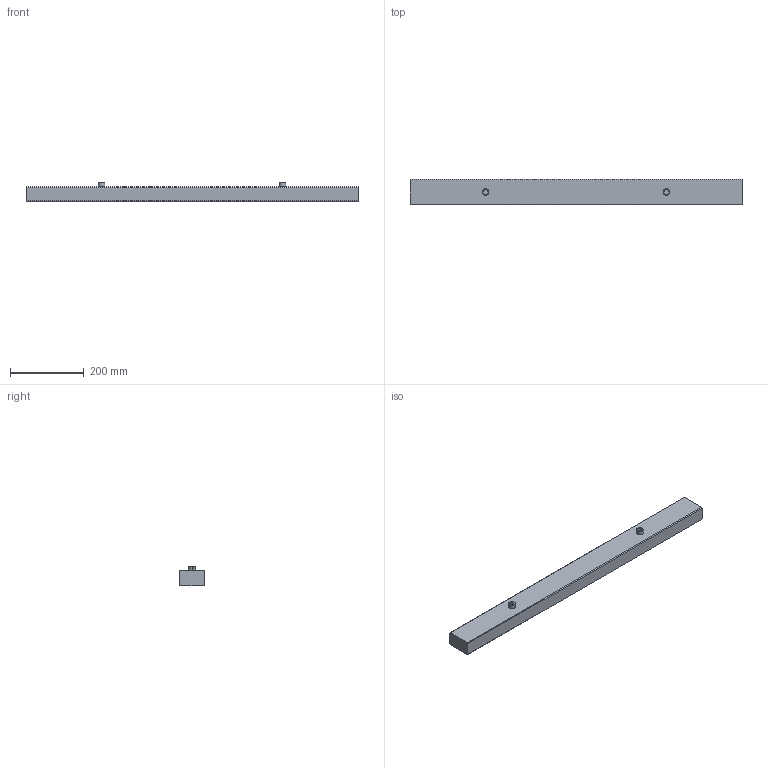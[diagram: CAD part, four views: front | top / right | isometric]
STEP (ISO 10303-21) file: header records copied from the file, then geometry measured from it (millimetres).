
FILE_DESCRIPTION (( 'STEP AP203' ), '1' );
FILE_NAME ('Y43G3901-下料棒.STEP', '2023-11-17T02:44:22', ( '' ), ( '' ), 'SwSTEP 2.0', 'SolidWorks 2018', '' );
FILE_SCHEMA (( 'CONFIG_CONTROL_DESIGN' ));
Length unit declared in the file: millimetre
Products named in the file (3): Y43G3901-下料棒; 複製 of 43G3901-下料棒^Y43G3901-下料棒; 複製 of SBA12020-六角孔螺栓^Y43G3901-下料棒_SBA12020
Assembly tree (3 placements, depth 2):
  Y43G3901-下料棒
    複製 of 43G3901-下料棒^Y43G3901-下料棒
    複製 of SBA12020-六角孔螺栓^Y43G3901-下料棒_SBA12020  x2
Bounding box: 900 x 70 x 52 mm (x, y, z)
Volume: 2515810.1 mm3; surface area: 205821.9 mm2
Topology: 3 solids, 3 shells, 50 faces, 112 edges, 72 vertices
Faces by surface type: plane 30, cylinder 12, cone 8
Entity records: 1251 total; most frequent: DIRECTION 170, CARTESIAN_POINT 160, ORIENTED_EDGE 148, EDGE_CURVE 74, AXIS2_PLACEMENT_3D 58, LINE 54, VECTOR 54, VERTEX_POINT 48
